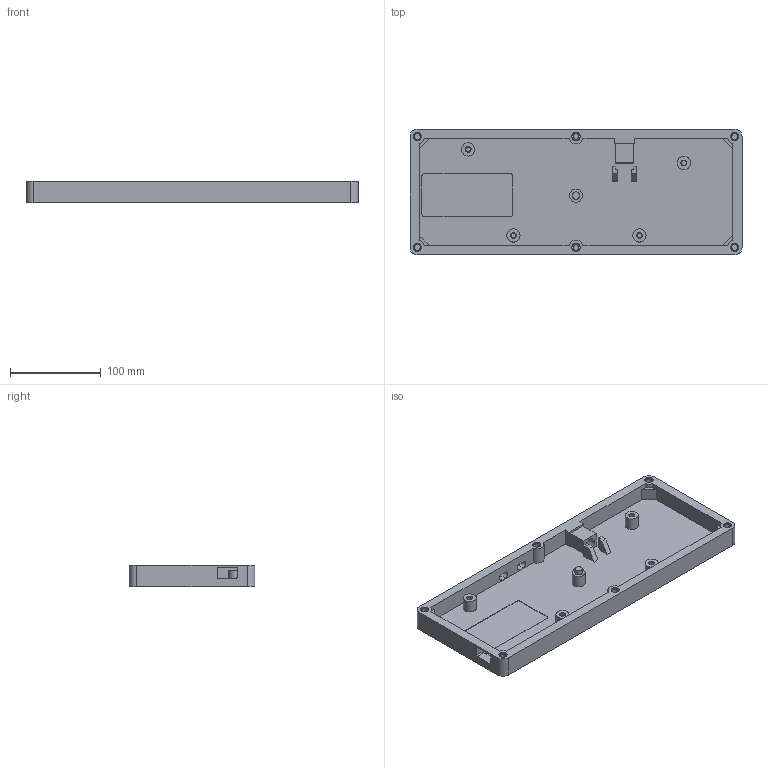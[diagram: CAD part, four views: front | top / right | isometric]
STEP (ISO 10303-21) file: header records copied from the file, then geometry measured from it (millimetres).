
FILE_DESCRIPTION(/* description */ (''),/* implementation_level */ '2;1');
FILE_NAME(/* name */ 'HTangl V2 Case.step',/* time_stamp */ '2022-04-08T20:40:53-07:00',/* author */ (''),/* organization */ (''),/* preprocessor_version */ 'ST-DEVELOPER v18.1',/* originating_system */ 'Autodesk Translation Framework v10.14.0.1471',/* authorisation */ '');
FILE_SCHEMA (('AUTOMOTIVE_DESIGN { 1 0 10303 214 3 1 1 }'));
Length unit declared in the file: millimetre
Products named in the file (1): HTangl V2 Case
Bounding box: 366.4 x 138.4 x 23.4 mm (x, y, z)
Volume: 412929.1 mm3; surface area: 151464.9 mm2
Topology: 1 solids, 1 shells, 138 faces, 323 edges, 214 vertices
Faces by surface type: plane 85, cylinder 49, torus 4
Full cylindrical faces by diameter (mm): 5.2 x4, 6.6 x6, 8.1 x1, 9 x6, 14.4 x1, 14.6 x4
Entity records: 4017 total; most frequent: DIRECTION 707, CARTESIAN_POINT 676, ORIENTED_EDGE 646, EDGE_CURVE 323, AXIS2_PLACEMENT_3D 245, LINE 217, VECTOR 217, VERTEX_POINT 214
